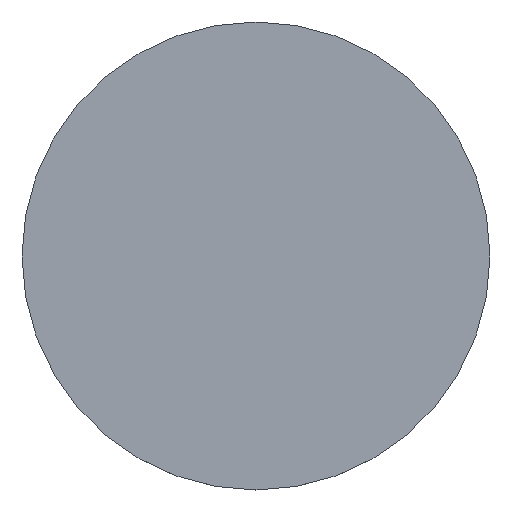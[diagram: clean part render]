
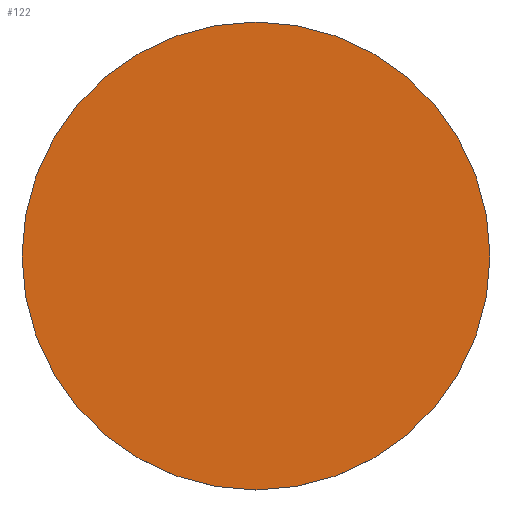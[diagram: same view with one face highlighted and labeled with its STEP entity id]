
A CAD part, top view. The second image highlights one B-rep face of the part: STEP entity #122.
In plain terms, the highlighted planar face has unit normal (0, 0, 1).
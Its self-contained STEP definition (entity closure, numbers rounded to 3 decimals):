
#1 = DIRECTION ( 'NONE',  ( 0., 0., 1. ) ) ;
#20 = ORIENTED_EDGE ( 'NONE', *, *, #23, .T. ) ;
#23 = EDGE_CURVE ( 'NONE', #54, #167, #105, .T. ) ;
#44 = CARTESIAN_POINT ( 'NONE',  ( 0., 0., 0.75 ) ) ;
#54 = VERTEX_POINT ( 'NONE', #80 ) ;
#69 = DIRECTION ( 'NONE',  ( 0., 0., 1. ) ) ;
#70 = DIRECTION ( 'NONE',  ( 1., 0., 0. ) ) ;
#74 = CARTESIAN_POINT ( 'NONE',  ( 0., 0., 0.75 ) ) ;
#77 = AXIS2_PLACEMENT_3D ( 'NONE', #44, #69, #171 ) ;
#80 = CARTESIAN_POINT ( 'NONE',  ( -38.1, 0., 0.75 ) ) ;
#82 = CARTESIAN_POINT ( 'NONE',  ( 0., 0., 0.75 ) ) ;
#83 = CARTESIAN_POINT ( 'NONE',  ( 38.1, 0., 0.75 ) ) ;
#84 = EDGE_LOOP ( 'NONE', ( #20, #92 ) ) ;
#86 = EDGE_CURVE ( 'NONE', #167, #54, #149, .T. ) ;
#91 = DIRECTION ( 'NONE',  ( 1., 0., 0. ) ) ;
#92 = ORIENTED_EDGE ( 'NONE', *, *, #86, .T. ) ;
#98 = FACE_OUTER_BOUND ( 'NONE', #84, .T. ) ;
#105 = CIRCLE ( 'NONE', #166, 38.1 ) ;
#109 = AXIS2_PLACEMENT_3D ( 'NONE', #82, #153, #70 ) ;
#122 = ADVANCED_FACE ( 'NONE', ( #98 ), #137, .T. ) ;
#137 = PLANE ( 'NONE',  #109 ) ;
#149 = CIRCLE ( 'NONE', #77, 38.1 ) ;
#153 = DIRECTION ( 'NONE',  ( 0., 0., 1. ) ) ;
#166 = AXIS2_PLACEMENT_3D ( 'NONE', #74, #1, #91 ) ;
#167 = VERTEX_POINT ( 'NONE', #83 ) ;
#171 = DIRECTION ( 'NONE',  ( 1., 0., 0. ) ) ;
